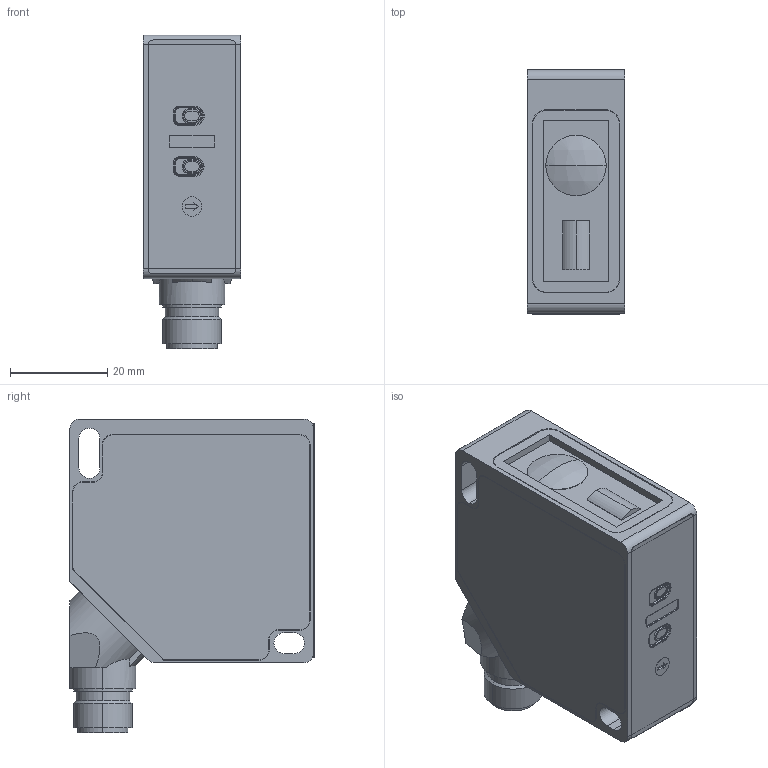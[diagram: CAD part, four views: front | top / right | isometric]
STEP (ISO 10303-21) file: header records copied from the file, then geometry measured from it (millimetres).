
FILE_DESCRIPTION (( 'STEP AP214' ), '1' );
FILE_NAME ('OPT2006.STEP', '2014-02-11T14:32:45', ( '' ), ( '' ), 'SwSTEP 2.0', 'SolidWorks 2013', '' );
FILE_SCHEMA (( 'AUTOMOTIVE_DESIGN' ));
Length unit declared in the file: millimetre
Products named in the file (1): OPT2006
Bounding box: 20 x 50.1 x 64.43 mm (x, y, z)
Volume: 48652.9 mm3; surface area: 16025.5 mm2
Topology: 15 solids, 15 shells, 301 faces, 738 edges, 488 vertices
Faces by surface type: plane 153, cylinder 134, torus 10, sphere 2, cone 2
Entity records: 11265 total; most frequent: DIRECTION 1618, CARTESIAN_POINT 1595, ORIENTED_EDGE 1476, EDGE_CURVE 738, AXIS2_PLACEMENT_3D 589, VERTEX_POINT 488, LINE 440, VECTOR 440
